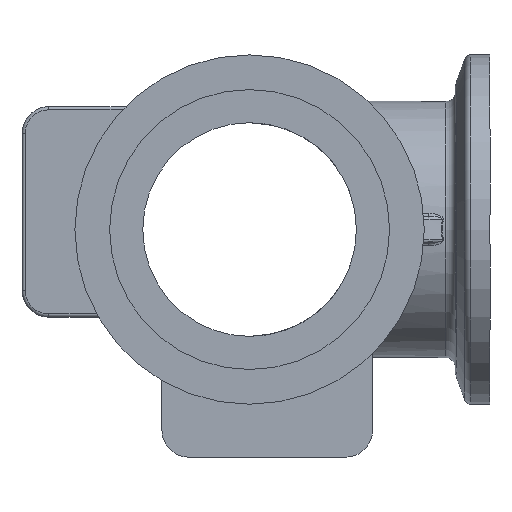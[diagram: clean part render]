
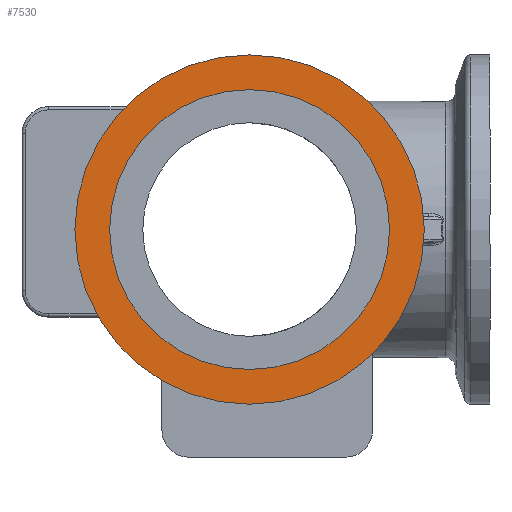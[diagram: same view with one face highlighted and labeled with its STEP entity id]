
A CAD part, left-side view. The second image highlights one B-rep face of the part: STEP entity #7530.
In plain terms, the highlighted planar face has unit normal (-1, 0, 0).
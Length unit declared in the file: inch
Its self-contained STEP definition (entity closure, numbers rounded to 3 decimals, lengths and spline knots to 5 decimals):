
#252=PLANE('',#8243);
#288=FACE_BOUND('',#1608,.T.);
#1152=FACE_OUTER_BOUND('',#1607,.T.);
#1607=EDGE_LOOP('',(#7039,#7040));
#1608=EDGE_LOOP('',(#7041,#7042));
#2810=CIRCLE('',#7866,1.635);
#2811=CIRCLE('',#7867,1.635);
#2909=CIRCLE('',#8241,1.31);
#2910=CIRCLE('',#8242,1.31);
#3320=VERTEX_POINT('',#13105);
#3321=VERTEX_POINT('',#13107);
#3651=VERTEX_POINT('',#16070);
#3652=VERTEX_POINT('',#16072);
#4172=EDGE_CURVE('',#3320,#3321,#2810,.T.);
#4173=EDGE_CURVE('',#3321,#3320,#2811,.T.);
#4781=EDGE_CURVE('',#3652,#3651,#2909,.T.);
#4782=EDGE_CURVE('',#3651,#3652,#2910,.T.);
#7039=ORIENTED_EDGE('',*,*,#4173,.F.);
#7040=ORIENTED_EDGE('',*,*,#4172,.F.);
#7041=ORIENTED_EDGE('',*,*,#4781,.T.);
#7042=ORIENTED_EDGE('',*,*,#4782,.T.);
#7530=ADVANCED_FACE('',(#1152,#288),#252,.T.);
#7866=AXIS2_PLACEMENT_3D('',#13108,#9032,#9033);
#7867=AXIS2_PLACEMENT_3D('',#13109,#9034,#9035);
#8241=AXIS2_PLACEMENT_3D('',#16073,#10128,#10129);
#8242=AXIS2_PLACEMENT_3D('',#16074,#10130,#10131);
#8243=AXIS2_PLACEMENT_3D('',#16075,#10132,#10133);
#9032=DIRECTION('center_axis',(1.,0.,0.));
#9033=DIRECTION('ref_axis',(0.,1.,0.));
#9034=DIRECTION('center_axis',(1.,0.,0.));
#9035=DIRECTION('ref_axis',(0.,1.,0.));
#10128=DIRECTION('center_axis',(1.,0.,0.));
#10129=DIRECTION('ref_axis',(0.,1.,0.));
#10130=DIRECTION('center_axis',(1.,0.,0.));
#10131=DIRECTION('ref_axis',(0.,1.,0.));
#10132=DIRECTION('center_axis',(-1.,0.,0.));
#10133=DIRECTION('ref_axis',(0.,0.,1.));
#13105=CARTESIAN_POINT('',(-2.98,-1.635,0.));
#13107=CARTESIAN_POINT('',(-2.98,1.635,0.));
#13108=CARTESIAN_POINT('Origin',(-2.98,0.,0.));
#13109=CARTESIAN_POINT('Origin',(-2.98,0.,0.));
#16070=CARTESIAN_POINT('',(-2.98,-1.31,0.));
#16072=CARTESIAN_POINT('',(-2.98,1.31,0.));
#16073=CARTESIAN_POINT('Origin',(-2.98,0.,0.));
#16074=CARTESIAN_POINT('Origin',(-2.98,0.,0.));
#16075=CARTESIAN_POINT('Origin',(-2.98,1.4725,0.));
